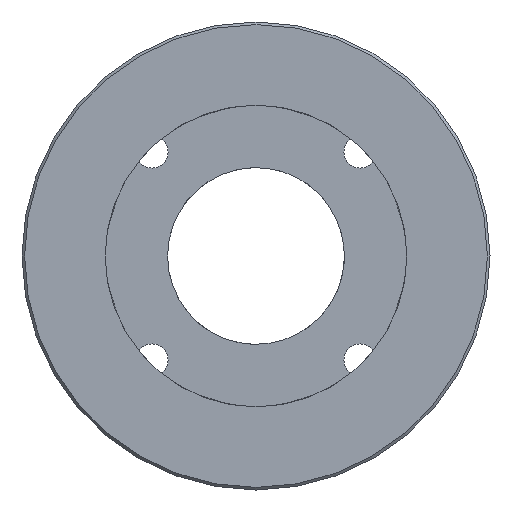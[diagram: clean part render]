
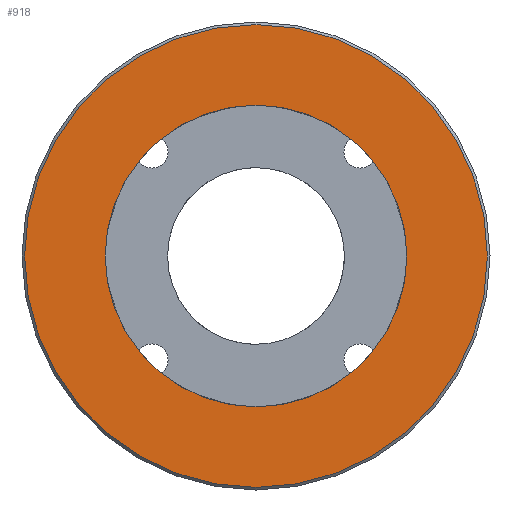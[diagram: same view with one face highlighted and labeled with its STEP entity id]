
A CAD part, left-side view. The second image highlights one B-rep face of the part: STEP entity #918.
In plain terms, the highlighted planar face has unit normal (-1, 0, 0).
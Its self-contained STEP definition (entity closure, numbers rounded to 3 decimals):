
#31=PLANE($,#1008);
#192=CIRCLE($,#999,29.);
#196=CIRCLE($,#1007,44.5);
#231=FACE_BOUND($,#340,.T.);
#232=FACE_BOUND($,#341,.T.);
#340=EDGE_LOOP($,(#801));
#341=EDGE_LOOP($,(#802));
#460=VERTEX_POINT($,#1784);
#464=VERTEX_POINT($,#1796);
#580=EDGE_CURVE($,#460,#460,#192,.T.);
#584=EDGE_CURVE($,#464,#464,#196,.T.);
#801=ORIENTED_EDGE($,*,*,#580,.T.);
#802=ORIENTED_EDGE($,*,*,#584,.F.);
#918=ADVANCED_FACE($,(#231,#232),#31,.T.);
#999=AXIS2_PLACEMENT_3D($,#1785,#1208,#1209);
#1007=AXIS2_PLACEMENT_3D($,#1797,#1224,#1225);
#1008=AXIS2_PLACEMENT_3D($,#1798,#1226,#1227);
#1208=DIRECTION('center_axis',(1.,0.,0.));
#1209=DIRECTION('ref_axis',(0.,1.,0.));
#1224=DIRECTION('center_axis',(1.,0.,0.));
#1225=DIRECTION('ref_axis',(0.,-1.,0.));
#1226=DIRECTION('center_axis',(-1.,0.,0.));
#1227=DIRECTION('ref_axis',(0.,0.,1.));
#1784=CARTESIAN_POINT('',(0.,29.,0.));
#1785=CARTESIAN_POINT('Origin',(0.,0.,0.));
#1796=CARTESIAN_POINT('',(0.,44.5,0.));
#1797=CARTESIAN_POINT('Origin',(0.,0.,0.));
#1798=CARTESIAN_POINT('Origin',(0.,37.,0.));
